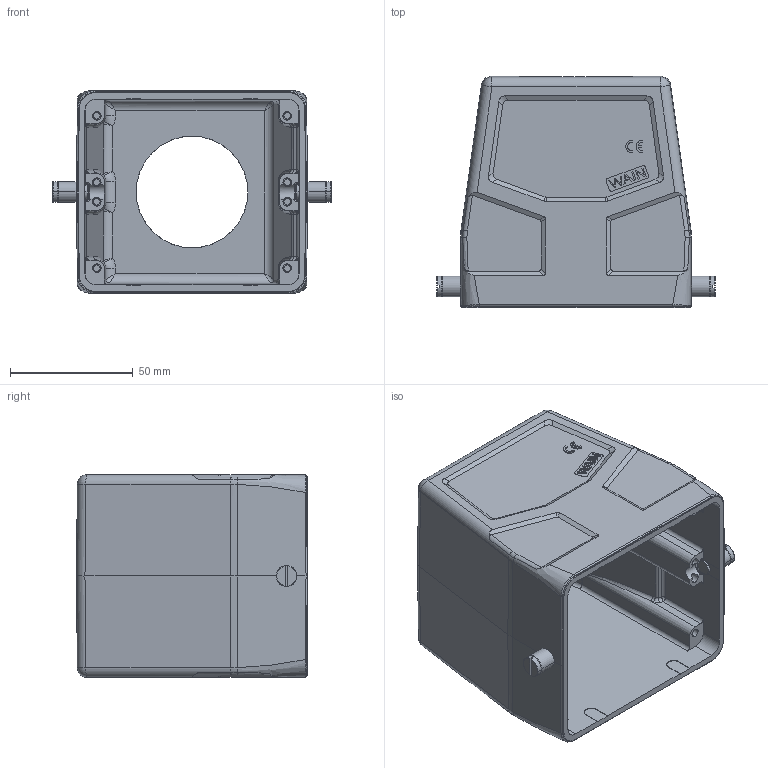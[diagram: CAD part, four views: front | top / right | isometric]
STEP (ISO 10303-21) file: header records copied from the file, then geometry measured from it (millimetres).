
FILE_DESCRIPTION((''),'2;1');
FILE_NAME('3D_1111324101005_W32B-TE-2B-PG3','2024-01-13T',('p.yu'),(''),'PRO/ENGINEER BY PARAMETRIC TECHNOLOGY CORPORATION, 2012480','PRO/ENGINEER BY PARAMETRIC TECHNOLOGY CORPORATION, 2012480','');
FILE_SCHEMA(('CONFIG_CONTROL_DESIGN'));
Length unit declared in the file: millimetre
Products named in the file (1): 3D_1111324101005_W32B-TE-2B-PG3
Bounding box: 113.4 x 94 x 82.5 mm (x, y, z)
Volume: 156213.7 mm3; surface area: 70121 mm2
Topology: 1 solids, 1 shells, 550 faces, 1442 edges, 910 vertices
Faces by surface type: plane 240, cylinder 184, bspline 52, torus 24, cone 20, extrusion 20, sphere 10
Entity records: 19906 total; most frequent: CARTESIAN_POINT 7022, ORIENTED_EDGE 2848, DIRECTION 2384, EDGE_CURVE 1424, VERTEX_POINT 910, AXIS2_PLACEMENT_3D 798, VECTOR 788, LINE 768
